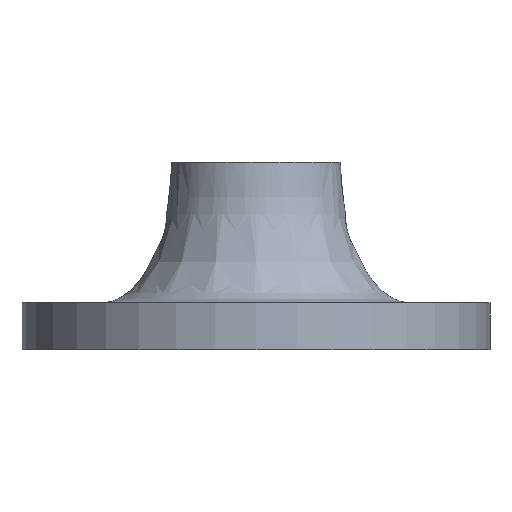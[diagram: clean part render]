
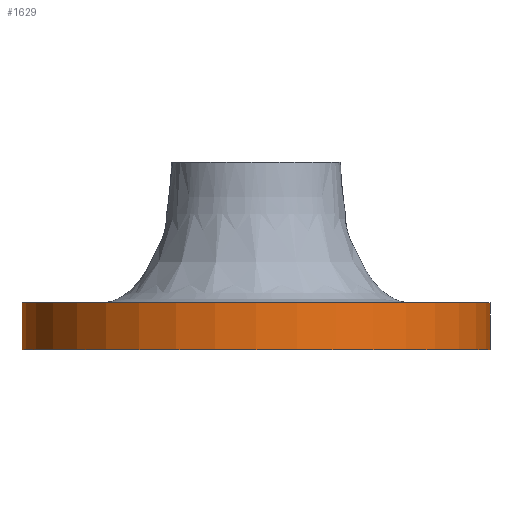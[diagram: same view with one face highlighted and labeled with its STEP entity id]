
A CAD part, front view. The second image highlights one B-rep face of the part: STEP entity #1629.
In plain terms, the highlighted cylindrical face has radius 50 mm (diameter 100 mm), a partial arc.
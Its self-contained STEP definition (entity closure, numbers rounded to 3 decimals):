
#7 = DIRECTION ( 'NONE',  ( 0., 0., 1. ) ) ;
#14 = DIRECTION ( 'NONE',  ( 0., 0., -1. ) ) ;
#51 = DIRECTION ( 'NONE',  ( 0., 0., 1. ) ) ;
#60 = VERTEX_POINT ( 'NONE', #1412 ) ;
#70 = EDGE_LOOP ( 'NONE', ( #587, #1494, #1970, #1933 ) ) ;
#187 = CARTESIAN_POINT ( 'NONE',  ( 0., 0., 0. ) ) ;
#215 = CARTESIAN_POINT ( 'NONE',  ( -50., 0., 10. ) ) ;
#219 = CYLINDRICAL_SURFACE ( 'NONE', #1093, 50. ) ;
#268 = CARTESIAN_POINT ( 'NONE',  ( 50., 0., 10. ) ) ;
#398 = AXIS2_PLACEMENT_3D ( 'NONE', #1021, #51, #712 ) ;
#587 = ORIENTED_EDGE ( 'NONE', *, *, #682, .F. ) ;
#638 = DIRECTION ( 'NONE',  ( 1., 0., 0. ) ) ;
#682 = EDGE_CURVE ( 'NONE', #1060, #1202, #1388, .T. ) ;
#712 = DIRECTION ( 'NONE',  ( 1., 0., 0. ) ) ;
#857 = CARTESIAN_POINT ( 'NONE',  ( 0., 0., 10. ) ) ;
#865 = AXIS2_PLACEMENT_3D ( 'NONE', #187, #7, #638 ) ;
#1008 = FACE_OUTER_BOUND ( 'NONE', #70, .T. ) ;
#1021 = CARTESIAN_POINT ( 'NONE',  ( 0., 0., 10. ) ) ;
#1060 = VERTEX_POINT ( 'NONE', #1087 ) ;
#1086 = EDGE_CURVE ( 'NONE', #1959, #1060, #1124, .T. ) ;
#1087 = CARTESIAN_POINT ( 'NONE',  ( 50., 0., 10. ) ) ;
#1093 = AXIS2_PLACEMENT_3D ( 'NONE', #857, #2003, #1218 ) ;
#1124 = CIRCLE ( 'NONE', #398, 50. ) ;
#1158 = VECTOR ( 'NONE', #1991, 1000. ) ;
#1202 = VERTEX_POINT ( 'NONE', #1322 ) ;
#1218 = DIRECTION ( 'NONE',  ( -1., 0., 0. ) ) ;
#1322 = CARTESIAN_POINT ( 'NONE',  ( 50., 0., 0. ) ) ;
#1353 = EDGE_CURVE ( 'NONE', #60, #1202, #1394, .T. ) ;
#1388 = LINE ( 'NONE', #268, #1158 ) ;
#1394 = CIRCLE ( 'NONE', #865, 50. ) ;
#1396 = EDGE_CURVE ( 'NONE', #1959, #60, #1906, .T. ) ;
#1412 = CARTESIAN_POINT ( 'NONE',  ( -50., 0., 0. ) ) ;
#1494 = ORIENTED_EDGE ( 'NONE', *, *, #1086, .F. ) ;
#1629 = ADVANCED_FACE ( 'NONE', ( #1008 ), #219, .T. ) ;
#1752 = CARTESIAN_POINT ( 'NONE',  ( -50., 0., 10. ) ) ;
#1906 = LINE ( 'NONE', #1752, #2010 ) ;
#1933 = ORIENTED_EDGE ( 'NONE', *, *, #1353, .T. ) ;
#1959 = VERTEX_POINT ( 'NONE', #215 ) ;
#1970 = ORIENTED_EDGE ( 'NONE', *, *, #1396, .T. ) ;
#1991 = DIRECTION ( 'NONE',  ( 0., 0., -1. ) ) ;
#2003 = DIRECTION ( 'NONE',  ( 0., 0., -1. ) ) ;
#2010 = VECTOR ( 'NONE', #14, 1000. ) ;
